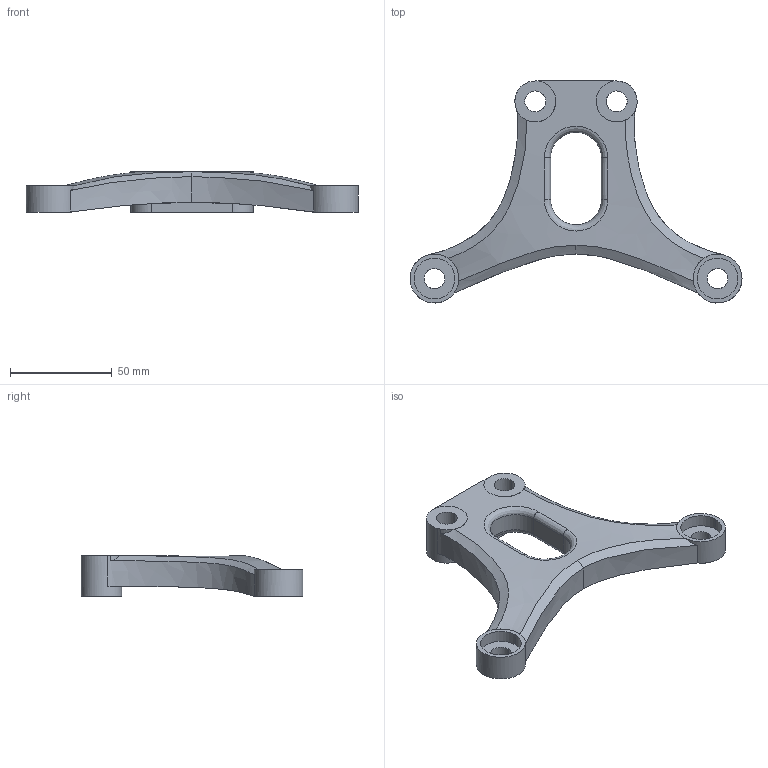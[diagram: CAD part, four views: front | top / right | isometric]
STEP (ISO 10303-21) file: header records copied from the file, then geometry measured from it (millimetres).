
FILE_DESCRIPTION (( 'STEP AP214' ), '1' );
FILE_NAME ('Support_Moteur - Version 8.STEP', '2018-11-25T09:48:13', ( 'xavier' ), ( '' ), 'SwSTEP 2.0', 'SolidWorks 2018', '' );
FILE_SCHEMA (( 'AUTOMOTIVE_DESIGN' ));
Length unit declared in the file: millimetre
Products named in the file (1): Support_Moteur - Version 8
Bounding box: 163 x 108.98 x 20 mm (x, y, z)
Volume: 91579.1 mm3; surface area: 24492.6 mm2
Topology: 2 solids, 2 shells, 79 faces, 223 edges, 147 vertices
Faces by surface type: cylinder 32, bspline 24, plane 17, cone 6
Entity records: 6692 total; most frequent: CARTESIAN_POINT 4889, ORIENTED_EDGE 434, DIRECTION 252, EDGE_CURVE 217, VERTEX_POINT 147, B_SPLINE_CURVE_WITH_KNOTS 116, AXIS2_PLACEMENT_3D 99, EDGE_LOOP 94
